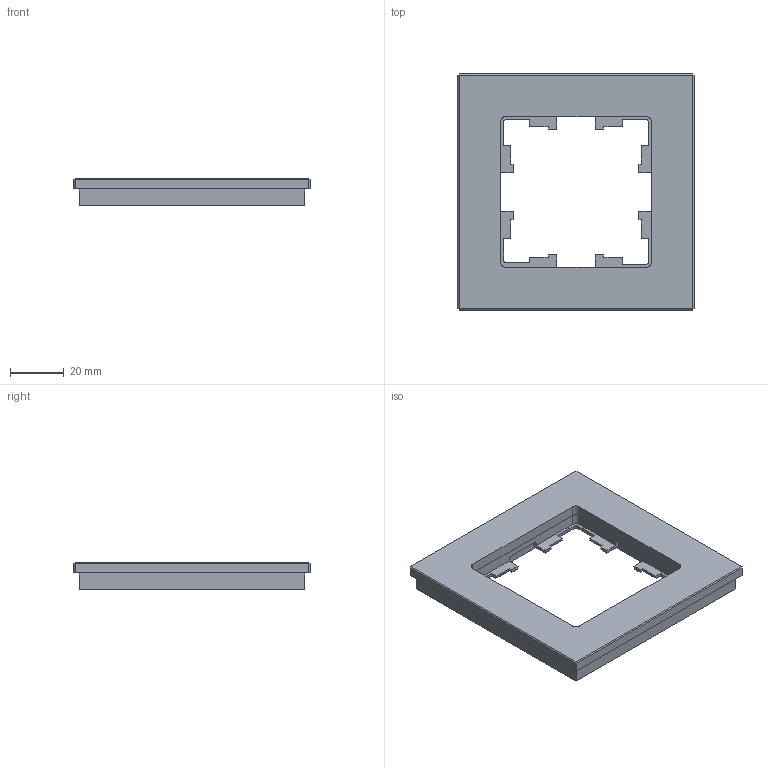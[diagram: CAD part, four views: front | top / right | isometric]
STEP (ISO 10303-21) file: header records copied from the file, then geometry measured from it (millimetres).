
FILE_DESCRIPTION (( 'STEP AP214' ), '1' );
FILE_NAME ('BRITE Ðàìêà 1-ìåñò. ÐÓ.STEP', '2025-04-03T11:14:18', ( '' ), ( '' ), 'SwSTEP 2.0', 'SolidWorks 2022', '' );
FILE_SCHEMA (( 'AUTOMOTIVE_DESIGN' ));
Length unit declared in the file: millimetre
Products named in the file (1): BRITE Рамка 1-мест. РУ
Bounding box: 88 x 88 x 10.3 mm (x, y, z)
Volume: 42793.7 mm3; surface area: 25235.8 mm2
Topology: 2 solids, 2 shells, 147 faces, 398 edges, 256 vertices
Faces by surface type: plane 117, cylinder 16, bspline 10, cone 4
Entity records: 4581 total; most frequent: CARTESIAN_POINT 992, ORIENTED_EDGE 796, DIRECTION 646, EDGE_CURVE 398, VECTOR 346, LINE 346, VERTEX_POINT 256, EDGE_LOOP 152
